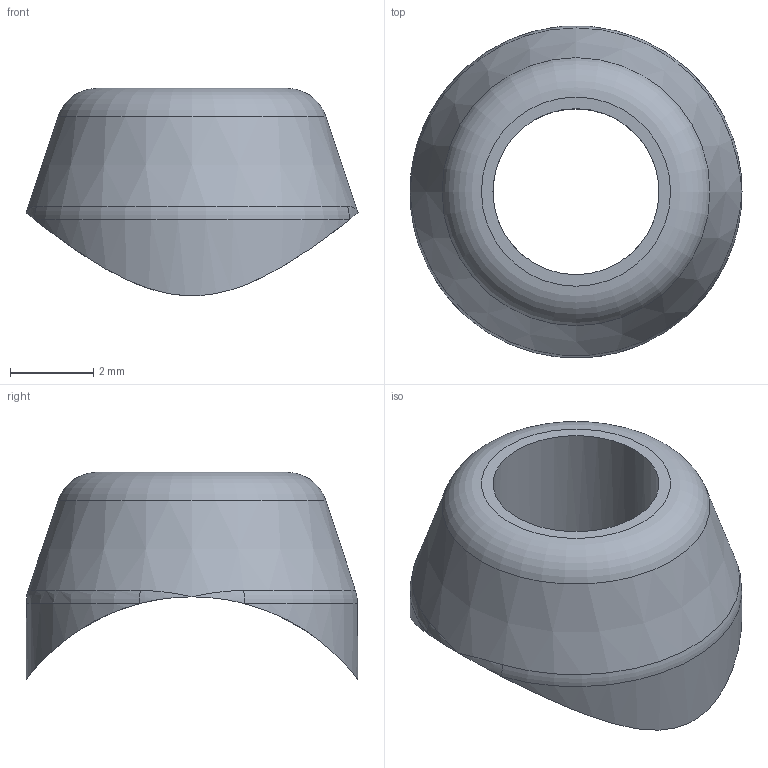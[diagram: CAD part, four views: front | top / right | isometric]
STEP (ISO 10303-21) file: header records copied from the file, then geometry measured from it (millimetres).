
FILE_DESCRIPTION(('STEP AP203'), '1');
FILE_NAME('櫇謥羻僾鴀 縺 瀔鍒鍱', '', ('UNSPECIFIED'), ('UNSPECIFIED'), 'C3D Converter', 'C3D Toolkit', '');
FILE_SCHEMA(('CONFIG_CONTROL_DESIGN'));
Length unit declared in the file: millimetre
Bounding box: 8 x 7.99 x 5 mm (x, y, z)
Volume: 97.7 mm3; surface area: 188.1 mm2
Topology: 1 solids, 1 shells, 13 faces, 30 edges, 15 vertices
Faces by surface type: cylinder 4, bspline 4, torus 3, plane 1, cone 1
Full cylindrical faces by diameter (mm): 4 x1
Entity records: 1129 total; most frequent: CARTESIAN_POINT 752, ORIENTED_EDGE 46, DIRECTION 44, EDGE_CURVE 23, AXIS2_PLACEMENT_3D 22, EDGE_LOOP 18, VERTEX_POINT 15, COLOUR_RGB 14
